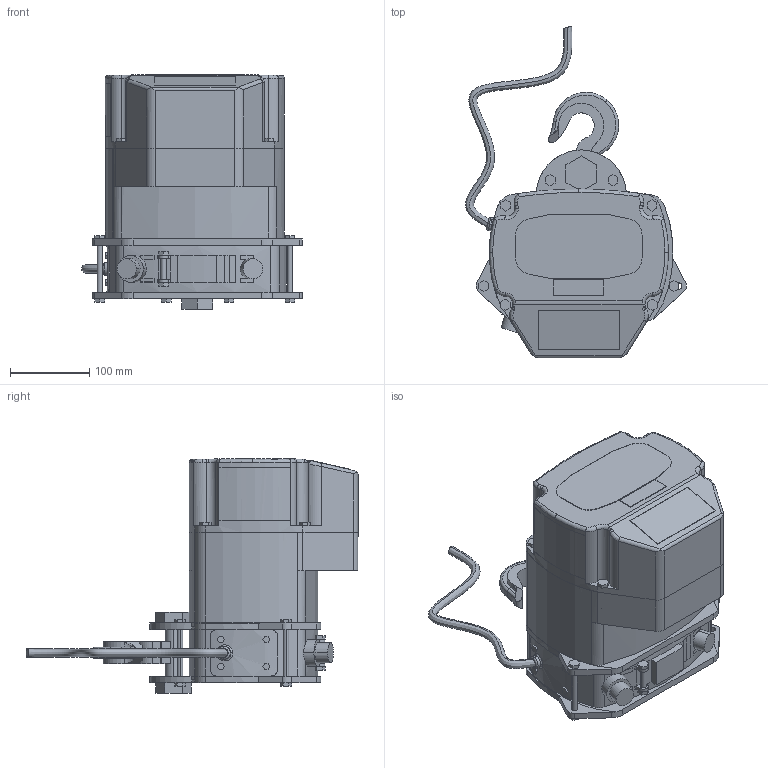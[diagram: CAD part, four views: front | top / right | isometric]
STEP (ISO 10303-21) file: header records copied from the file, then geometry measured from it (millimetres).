
FILE_DESCRIPTION (( 'STEP AP203' ), '1' );
FILE_NAME ('Part92.stp.STEP', '2025-09-15T21:12:17', ( '' ), ( '' ), 'SwSTEP 2.0', 'SolidWorks 2023', '' );
FILE_SCHEMA (( 'CONFIG_CONTROL_DESIGN' ));
Length unit declared in the file: centimetre
Products named in the file (1): Part92.stp
Bounding box: 278.35 x 418.36 x 296.06 mm (x, y, z)
Volume: 12473399.2 mm3; surface area: 857316.2 mm2
Topology: 26 solids, 26 shells, 585 faces, 1517 edges, 1013 vertices
Faces by surface type: plane 301, cylinder 221, torus 32, bspline 31
Entity records: 33911 total; most frequent: CARTESIAN_POINT 19329, ORIENTED_EDGE 3034, DIRECTION 2992, EDGE_CURVE 1517, AXIS2_PLACEMENT_3D 1080, VERTEX_POINT 1013, VECTOR 832, LINE 832
